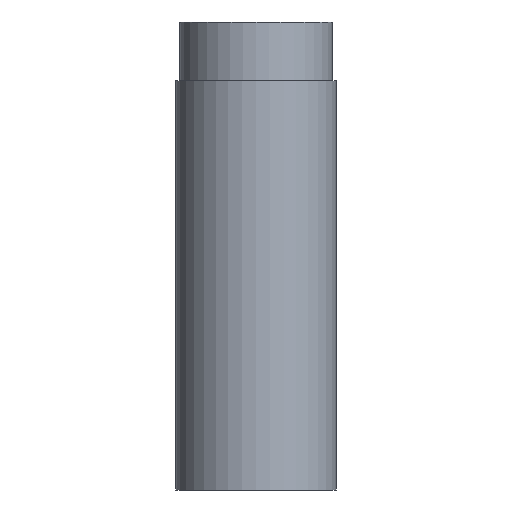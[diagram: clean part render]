
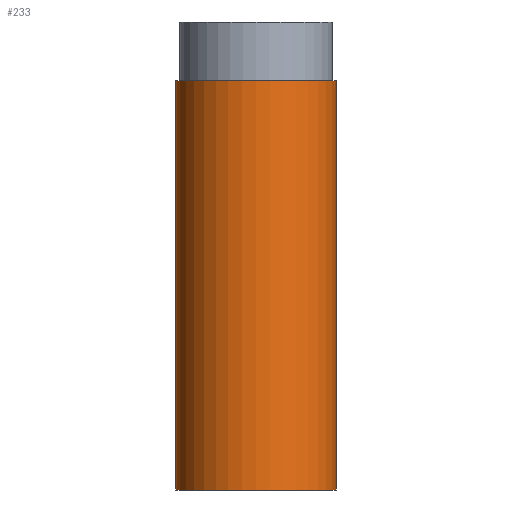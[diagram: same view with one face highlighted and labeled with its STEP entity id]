
A CAD part, front view. The second image highlights one B-rep face of the part: STEP entity #233.
In plain terms, the highlighted cylindrical face has radius 17.462 mm (diameter 34.925 mm), a partial arc.
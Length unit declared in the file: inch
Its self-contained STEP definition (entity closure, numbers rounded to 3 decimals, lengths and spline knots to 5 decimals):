
#2 = CARTESIAN_POINT ( 'NONE',  ( -0.6875, 0., 0. ) ) ;
#4 = CARTESIAN_POINT ( 'NONE',  ( 0.6875, 0., 3.5 ) ) ;
#6 = CIRCLE ( 'NONE', #41, 0.6875 ) ;
#7 = VERTEX_POINT ( 'NONE', #171 ) ;
#10 = FACE_OUTER_BOUND ( 'NONE', #280, .T. ) ;
#17 = AXIS2_PLACEMENT_3D ( 'NONE', #273, #180, #53 ) ;
#30 = CIRCLE ( 'NONE', #17, 0.6875 ) ;
#41 = AXIS2_PLACEMENT_3D ( 'NONE', #252, #69, #253 ) ;
#53 = DIRECTION ( 'NONE',  ( 1., 0., 0. ) ) ;
#54 = VECTOR ( 'NONE', #93, 39.37008 ) ;
#57 = VERTEX_POINT ( 'NONE', #2 ) ;
#69 = DIRECTION ( 'NONE',  ( 0., 0., 1. ) ) ;
#76 = AXIS2_PLACEMENT_3D ( 'NONE', #92, #270, #135 ) ;
#79 = ORIENTED_EDGE ( 'NONE', *, *, #202, .F. ) ;
#89 = VECTOR ( 'NONE', #207, 39.37008 ) ;
#92 = CARTESIAN_POINT ( 'NONE',  ( 0., 0., 3.5 ) ) ;
#93 = DIRECTION ( 'NONE',  ( 0., 0., -1. ) ) ;
#94 = CYLINDRICAL_SURFACE ( 'NONE', #76, 0.6875 ) ;
#115 = LINE ( 'NONE', #255, #54 ) ;
#121 = ORIENTED_EDGE ( 'NONE', *, *, #187, .F. ) ;
#135 = DIRECTION ( 'NONE',  ( -1., 0., 0. ) ) ;
#155 = VERTEX_POINT ( 'NONE', #267 ) ;
#171 = CARTESIAN_POINT ( 'NONE',  ( -0.6875, 0., 3.5 ) ) ;
#180 = DIRECTION ( 'NONE',  ( 0., 0., 1. ) ) ;
#187 = EDGE_CURVE ( 'NONE', #155, #217, #200, .T. ) ;
#191 = EDGE_CURVE ( 'NONE', #57, #217, #30, .T. ) ;
#200 = LINE ( 'NONE', #4, #89 ) ;
#202 = EDGE_CURVE ( 'NONE', #7, #155, #6, .T. ) ;
#207 = DIRECTION ( 'NONE',  ( 0., 0., -1. ) ) ;
#217 = VERTEX_POINT ( 'NONE', #269 ) ;
#228 = ORIENTED_EDGE ( 'NONE', *, *, #249, .T. ) ;
#233 = ADVANCED_FACE ( 'NONE', ( #10 ), #94, .T. ) ;
#249 = EDGE_CURVE ( 'NONE', #7, #57, #115, .T. ) ;
#252 = CARTESIAN_POINT ( 'NONE',  ( 0., 0., 3.5 ) ) ;
#253 = DIRECTION ( 'NONE',  ( 1., 0., 0. ) ) ;
#255 = CARTESIAN_POINT ( 'NONE',  ( -0.6875, 0., 3.5 ) ) ;
#267 = CARTESIAN_POINT ( 'NONE',  ( 0.6875, 0., 3.5 ) ) ;
#269 = CARTESIAN_POINT ( 'NONE',  ( 0.6875, 0., 0. ) ) ;
#270 = DIRECTION ( 'NONE',  ( 0., 0., -1. ) ) ;
#273 = CARTESIAN_POINT ( 'NONE',  ( 0., 0., 0. ) ) ;
#280 = EDGE_LOOP ( 'NONE', ( #121, #79, #228, #283 ) ) ;
#283 = ORIENTED_EDGE ( 'NONE', *, *, #191, .T. ) ;
